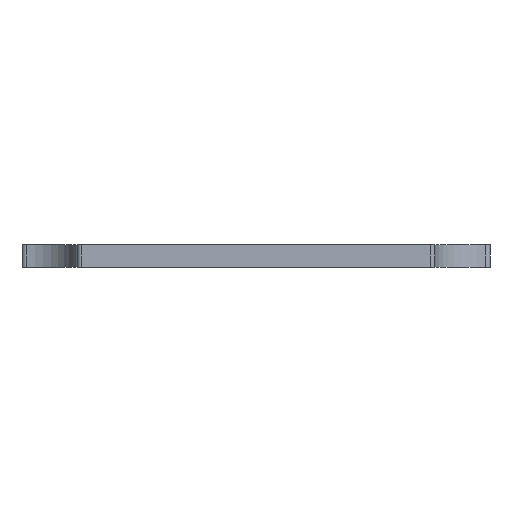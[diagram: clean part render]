
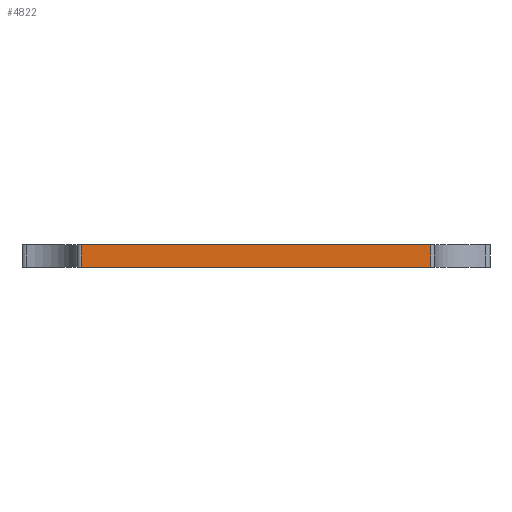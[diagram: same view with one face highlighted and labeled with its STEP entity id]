
A CAD part, left-side view. The second image highlights one B-rep face of the part: STEP entity #4822.
In plain terms, the highlighted planar face has unit normal (-1, 0, 0).
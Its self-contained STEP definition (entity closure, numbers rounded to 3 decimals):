
#91 = PLANE('',#92);
#92 = AXIS2_PLACEMENT_3D('',#93,#94,#95);
#93 = CARTESIAN_POINT('',(156.75,-107.,1.6));
#94 = DIRECTION('',(-0.,-0.,-1.));
#95 = DIRECTION('',(-1.,0.,0.));
#123 = CYLINDRICAL_SURFACE('',#124,0.3);
#124 = AXIS2_PLACEMENT_3D('',#125,#126,#127);
#125 = CARTESIAN_POINT('',(123.3,-119.7,0.));
#126 = DIRECTION('',(-0.,-0.,-1.));
#127 = DIRECTION('',(1.,0.,-0.));
#150 = PLANE('',#151);
#151 = AXIS2_PLACEMENT_3D('',#152,#153,#154);
#152 = CARTESIAN_POINT('',(156.75,-107.,0.));
#153 = DIRECTION('',(-0.,-0.,-1.));
#154 = DIRECTION('',(-1.,0.,0.));
#255 = EDGE_CURVE('',#256,#258,#260,.T.);
#256 = VERTEX_POINT('',#257);
#257 = CARTESIAN_POINT('',(123.,-119.7,0.));
#258 = VERTEX_POINT('',#259);
#259 = CARTESIAN_POINT('',(123.,-119.7,1.6));
#260 = SURFACE_CURVE('',#261,(#265,#272),.PCURVE_S1.);
#261 = LINE('',#262,#263);
#262 = CARTESIAN_POINT('',(123.,-119.7,0.));
#263 = VECTOR('',#264,1.);
#264 = DIRECTION('',(0.,0.,1.));
#265 = PCURVE('',#123,#266);
#266 = DEFINITIONAL_REPRESENTATION('',(#267),#271);
#267 = LINE('',#268,#269);
#268 = CARTESIAN_POINT('',(-3.142,0.));
#269 = VECTOR('',#270,1.);
#270 = DIRECTION('',(-0.,-1.));
#271 = ( GEOMETRIC_REPRESENTATION_CONTEXT(2) 
PARAMETRIC_REPRESENTATION_CONTEXT() REPRESENTATION_CONTEXT('2D SPACE',''
  ) );
#272 = PCURVE('',#273,#278);
#273 = PLANE('',#274);
#274 = AXIS2_PLACEMENT_3D('',#275,#276,#277);
#275 = CARTESIAN_POINT('',(123.,-119.7,0.));
#276 = DIRECTION('',(-1.,0.,0.));
#277 = DIRECTION('',(0.,1.,0.));
#278 = DEFINITIONAL_REPRESENTATION('',(#279),#283);
#279 = LINE('',#280,#281);
#280 = CARTESIAN_POINT('',(0.,0.));
#281 = VECTOR('',#282,1.);
#282 = DIRECTION('',(0.,-1.));
#283 = ( GEOMETRIC_REPRESENTATION_CONTEXT(2) 
PARAMETRIC_REPRESENTATION_CONTEXT() REPRESENTATION_CONTEXT('2D SPACE',''
  ) );
#343 = EDGE_CURVE('',#256,#344,#346,.T.);
#344 = VERTEX_POINT('',#345);
#345 = CARTESIAN_POINT('',(123.,-94.3,0.));
#346 = SURFACE_CURVE('',#347,(#351,#358),.PCURVE_S1.);
#347 = LINE('',#348,#349);
#348 = CARTESIAN_POINT('',(123.,-119.7,0.));
#349 = VECTOR('',#350,1.);
#350 = DIRECTION('',(0.,1.,0.));
#351 = PCURVE('',#150,#352);
#352 = DEFINITIONAL_REPRESENTATION('',(#353),#357);
#353 = LINE('',#354,#355);
#354 = CARTESIAN_POINT('',(33.75,-12.7));
#355 = VECTOR('',#356,1.);
#356 = DIRECTION('',(0.,1.));
#357 = ( GEOMETRIC_REPRESENTATION_CONTEXT(2) 
PARAMETRIC_REPRESENTATION_CONTEXT() REPRESENTATION_CONTEXT('2D SPACE',''
  ) );
#358 = PCURVE('',#273,#359);
#359 = DEFINITIONAL_REPRESENTATION('',(#360),#364);
#360 = LINE('',#361,#362);
#361 = CARTESIAN_POINT('',(0.,0.));
#362 = VECTOR('',#363,1.);
#363 = DIRECTION('',(1.,0.));
#364 = ( GEOMETRIC_REPRESENTATION_CONTEXT(2) 
PARAMETRIC_REPRESENTATION_CONTEXT() REPRESENTATION_CONTEXT('2D SPACE',''
  ) );
#387 = CYLINDRICAL_SURFACE('',#388,0.3);
#388 = AXIS2_PLACEMENT_3D('',#389,#390,#391);
#389 = CARTESIAN_POINT('',(123.3,-94.3,0.));
#390 = DIRECTION('',(-0.,-0.,-1.));
#391 = DIRECTION('',(1.,0.,-0.));
#2747 = EDGE_CURVE('',#258,#2748,#2750,.T.);
#2748 = VERTEX_POINT('',#2749);
#2749 = CARTESIAN_POINT('',(123.,-94.3,1.6));
#2750 = SURFACE_CURVE('',#2751,(#2755,#2762),.PCURVE_S1.);
#2751 = LINE('',#2752,#2753);
#2752 = CARTESIAN_POINT('',(123.,-119.7,1.6));
#2753 = VECTOR('',#2754,1.);
#2754 = DIRECTION('',(0.,1.,0.));
#2755 = PCURVE('',#91,#2756);
#2756 = DEFINITIONAL_REPRESENTATION('',(#2757),#2761);
#2757 = LINE('',#2758,#2759);
#2758 = CARTESIAN_POINT('',(33.75,-12.7));
#2759 = VECTOR('',#2760,1.);
#2760 = DIRECTION('',(0.,1.));
#2761 = ( GEOMETRIC_REPRESENTATION_CONTEXT(2) 
PARAMETRIC_REPRESENTATION_CONTEXT() REPRESENTATION_CONTEXT('2D SPACE',''
  ) );
#2762 = PCURVE('',#273,#2763);
#2763 = DEFINITIONAL_REPRESENTATION('',(#2764),#2768);
#2764 = LINE('',#2765,#2766);
#2765 = CARTESIAN_POINT('',(0.,-1.6));
#2766 = VECTOR('',#2767,1.);
#2767 = DIRECTION('',(1.,0.));
#2768 = ( GEOMETRIC_REPRESENTATION_CONTEXT(2) 
PARAMETRIC_REPRESENTATION_CONTEXT() REPRESENTATION_CONTEXT('2D SPACE',''
  ) );
#4822 = ADVANCED_FACE('',(#4823),#273,.T.);
#4823 = FACE_BOUND('',#4824,.T.);
#4824 = EDGE_LOOP('',(#4825,#4826,#4827,#4848));
#4825 = ORIENTED_EDGE('',*,*,#255,.T.);
#4826 = ORIENTED_EDGE('',*,*,#2747,.T.);
#4827 = ORIENTED_EDGE('',*,*,#4828,.F.);
#4828 = EDGE_CURVE('',#344,#2748,#4829,.T.);
#4829 = SURFACE_CURVE('',#4830,(#4834,#4841),.PCURVE_S1.);
#4830 = LINE('',#4831,#4832);
#4831 = CARTESIAN_POINT('',(123.,-94.3,0.));
#4832 = VECTOR('',#4833,1.);
#4833 = DIRECTION('',(0.,0.,1.));
#4834 = PCURVE('',#273,#4835);
#4835 = DEFINITIONAL_REPRESENTATION('',(#4836),#4840);
#4836 = LINE('',#4837,#4838);
#4837 = CARTESIAN_POINT('',(25.4,0.));
#4838 = VECTOR('',#4839,1.);
#4839 = DIRECTION('',(0.,-1.));
#4840 = ( GEOMETRIC_REPRESENTATION_CONTEXT(2) 
PARAMETRIC_REPRESENTATION_CONTEXT() REPRESENTATION_CONTEXT('2D SPACE',''
  ) );
#4841 = PCURVE('',#387,#4842);
#4842 = DEFINITIONAL_REPRESENTATION('',(#4843),#4847);
#4843 = LINE('',#4844,#4845);
#4844 = CARTESIAN_POINT('',(-3.142,0.));
#4845 = VECTOR('',#4846,1.);
#4846 = DIRECTION('',(-0.,-1.));
#4847 = ( GEOMETRIC_REPRESENTATION_CONTEXT(2) 
PARAMETRIC_REPRESENTATION_CONTEXT() REPRESENTATION_CONTEXT('2D SPACE',''
  ) );
#4848 = ORIENTED_EDGE('',*,*,#343,.F.);
